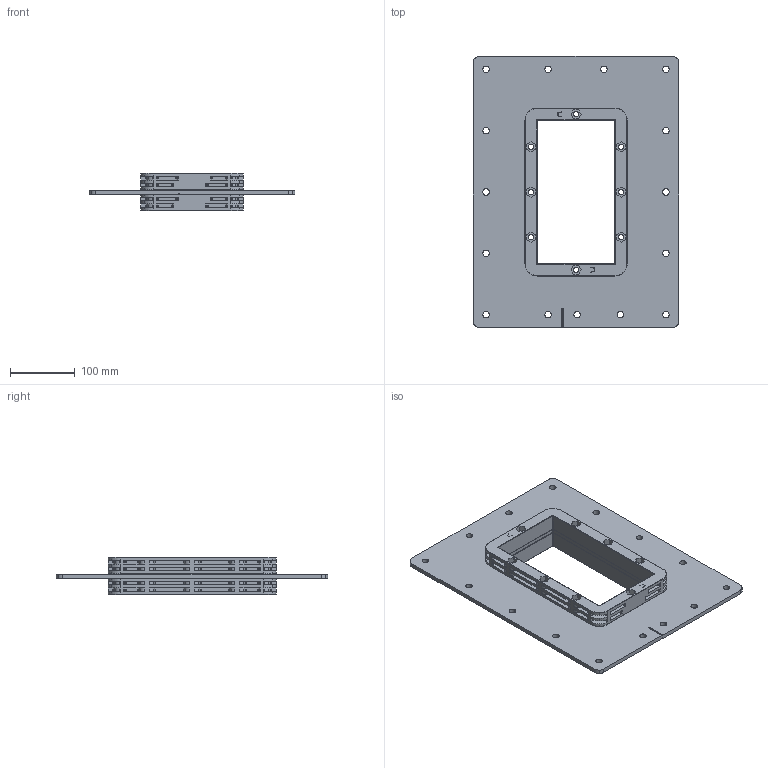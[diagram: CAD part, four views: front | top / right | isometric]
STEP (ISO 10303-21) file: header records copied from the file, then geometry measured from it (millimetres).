
FILE_DESCRIPTION((''),'2;1');
FILE_NAME('KFO 6x1 WITH FLANGE.stp','2003-12-30T08:41:08',('petor'),(''),'Autodesk Inventor 7','Autodesk Inventor 7','');
FILE_SCHEMA(('AUTOMOTIVE_DESIGN { 1 0 10303 214 1 1 1 1 }'));
Length unit declared in the file: millimetre
Products named in the file (3): KFO 6x1 WITH FLANGE; C KFO; C KFO flange
Assembly tree (3 placements, depth 2):
  KFO 6x1 WITH FLANGE
    C KFO  x2
    C KFO flange
Bounding box: 318.5 x 420 x 58 mm (x, y, z)
Volume: 1252263.1 mm3; surface area: 432403.6 mm2
Topology: 3 solids, 3 shells, 1458 faces, 3940 edges, 2572 vertices
Faces by surface type: cylinder 848, plane 532, bspline 38, torus 24, cone 16
Entity records: 26054 total; most frequent: CARTESIAN_POINT 5494, DIRECTION 4544, ORIENTED_EDGE 4216, EDGE_CURVE 2108, AXIS2_PLACEMENT_3D 1702, VERTEX_POINT 1376, VECTOR 1140, LINE 1140
